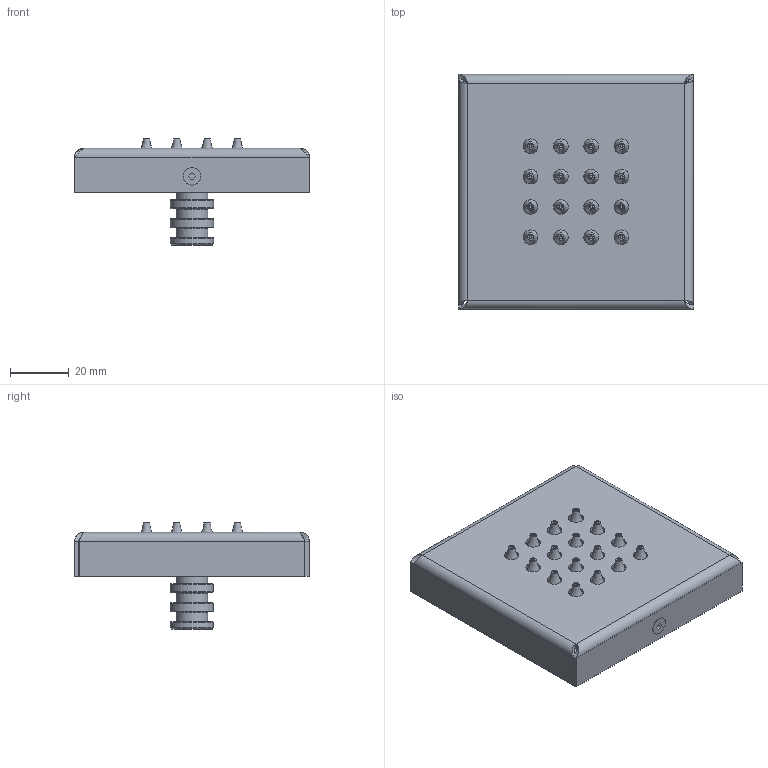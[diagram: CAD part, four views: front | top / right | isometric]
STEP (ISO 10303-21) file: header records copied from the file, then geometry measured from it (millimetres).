
FILE_DESCRIPTION(('STEP AP214'),'1');
FILE_NAME('Art.50101.stp','2022-09-05T08:59:24',(' '),(' '),'Spatial InterOp 3D',' ',' ');
FILE_SCHEMA(('AUTOMOTIVE_DESIGN { 1 0 10303 214 1 1 1 1 }'));
Length unit declared in the file: millimetre
Products named in the file (1): Art.50101
Bounding box: 80 x 80.1 x 36.3 mm (x, y, z)
Volume: 30895.3 mm3; surface area: 42481.2 mm2
Topology: 1 solids, 1 shells, 539 faces, 1266 edges, 795 vertices
Faces by surface type: plane 176, cylinder 153, torus 144, cone 42, revolution 16, bspline 8
Full cylindrical faces by diameter (mm): 1 x16, 1.7 x16, 2.5 x1, 2.8 x1, 3 x1, 3.2 x1, 4 x1, 4.9 x1, 5 x16, 6 x2, 9 x1, 10 x16, 10.8 x3, 12.9 x1, 13.1 x1, 14.8 x4, 16.2 x1
Entity records: 17615 total; most frequent: DIRECTION 2438, CARTESIAN_POINT 2294, ORIENTED_EDGE 1772, AXIS2_PLACEMENT_3D 1028, EDGE_LOOP 912, EDGE_CURVE 886, FACE_OUTER_BOUND 766, VERTEX_POINT 676
